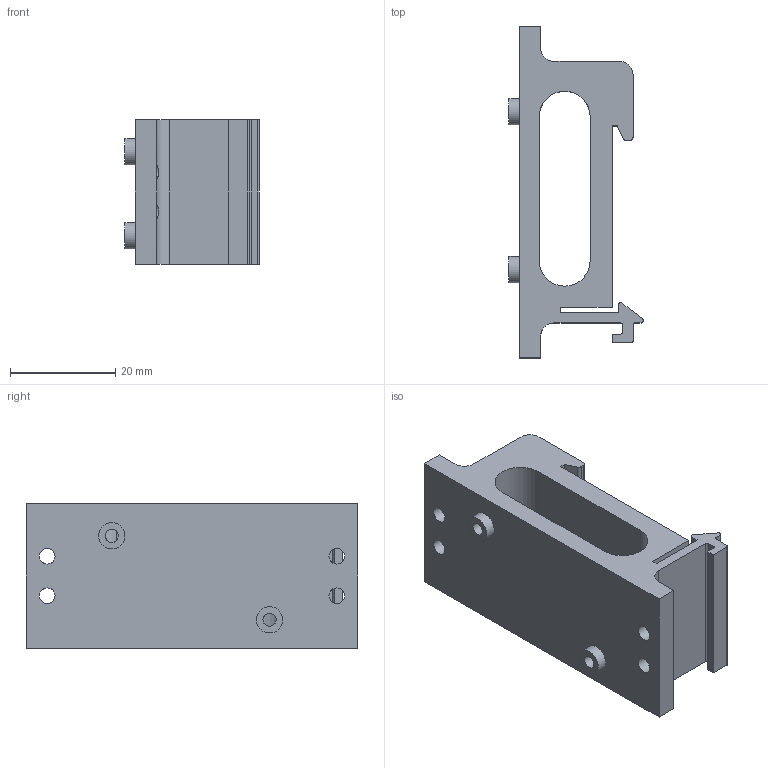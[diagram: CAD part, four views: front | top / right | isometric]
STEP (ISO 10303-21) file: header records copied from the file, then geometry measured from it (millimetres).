
FILE_DESCRIPTION(/* description */ ('Unknown'),/* implementation_level */ '2;1');
FILE_NAME(/* name */ 'DCDC Concerter Din Mount',/* time_stamp */ '2023-04-08T14:12:25-04:00',/* author */ ('Unknown'),/* organization */ ('Unknown'),/* preprocessor_version */ 'ST-DEVELOPER v18.102',/* originating_system */ 'Solid Edge',/* authorisation */ 'Unknown');
FILE_SCHEMA (('AUTOMOTIVE_DESIGN {1 0 10303 214 3 1 1}'));
Length unit declared in the file: millimetre
Products named in the file (1): DCDC Concerter Din Mount
Bounding box: 25.51 x 63.09 x 27.52 mm (x, y, z)
Volume: 18150.2 mm3; surface area: 9786.4 mm2
Topology: 1 solids, 1 shells, 52 faces, 159 edges, 106 vertices
Faces by surface type: plane 30, cylinder 22
Full cylindrical faces by diameter (mm): 2.5 x2, 3 x4, 5 x2
Entity records: 1793 total; most frequent: CARTESIAN_POINT 346, ORIENTED_EDGE 292, DIRECTION 289, EDGE_CURVE 146, VERTEX_POINT 101, LINE 97, VECTOR 97, AXIS2_PLACEMENT_3D 96
